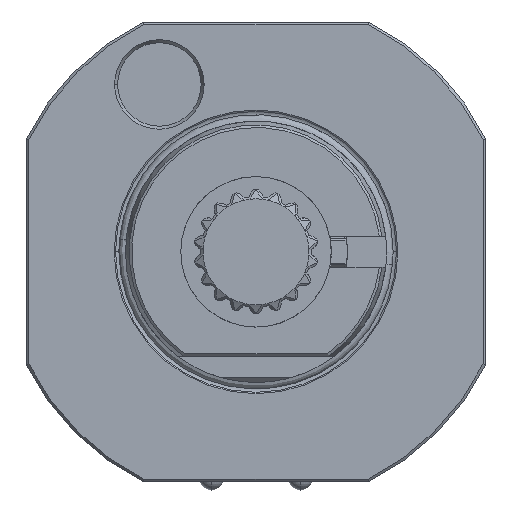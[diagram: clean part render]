
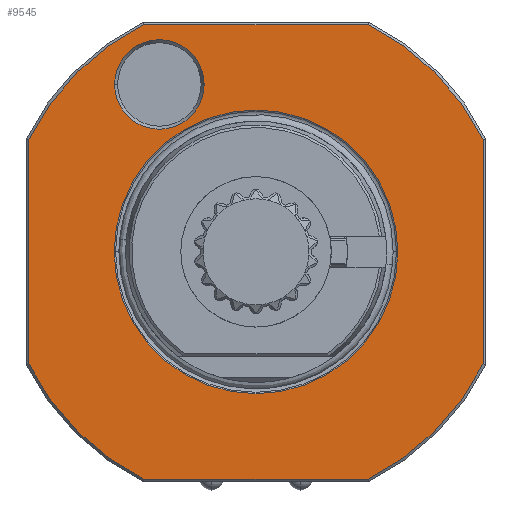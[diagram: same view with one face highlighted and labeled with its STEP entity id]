
A CAD part, left-side view. The second image highlights one B-rep face of the part: STEP entity #9545.
In plain terms, the highlighted planar face has unit normal (-1, 0, 0).
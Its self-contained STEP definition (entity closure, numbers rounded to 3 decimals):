
#206=CARTESIAN_POINT('',(-80.5,0.,0.));
#207=DIRECTION('',(1.,0.,0.));
#208=DIRECTION('',(0.,-0.897,-0.442));
#209=AXIS2_PLACEMENT_3D('',#206,#207,#208);
#211=DIRECTION('',(0.,-1.,0.));
#212=VECTOR('',#211,42.896);
#213=CARTESIAN_POINT('',(-80.5,21.448,-43.5));
#214=LINE('',#213,#212);
#215=CARTESIAN_POINT('',(-80.5,0.,0.));
#216=DIRECTION('',(1.,0.,0.));
#217=DIRECTION('',(0.,0.442,-0.897));
#218=AXIS2_PLACEMENT_3D('',#215,#216,#217);
#220=DIRECTION('',(0.,0.,-1.));
#221=VECTOR('',#220,42.896);
#222=CARTESIAN_POINT('',(-80.5,43.5,21.448));
#223=LINE('',#222,#221);
#224=CARTESIAN_POINT('',(-80.5,0.,0.));
#225=DIRECTION('',(1.,0.,0.));
#226=DIRECTION('',(0.,0.897,0.442));
#227=AXIS2_PLACEMENT_3D('',#224,#225,#226);
#229=DIRECTION('',(0.,1.,0.));
#230=VECTOR('',#229,42.896);
#231=CARTESIAN_POINT('',(-80.5,-21.448,43.5));
#232=LINE('',#231,#230);
#233=CARTESIAN_POINT('',(-80.5,0.,0.));
#234=DIRECTION('',(1.,0.,0.));
#235=DIRECTION('',(0.,-0.442,0.897));
#236=AXIS2_PLACEMENT_3D('',#233,#234,#235);
#238=DIRECTION('',(0.,0.,1.));
#239=VECTOR('',#238,42.896);
#240=CARTESIAN_POINT('',(-80.5,-43.5,
-21.448));
#241=LINE('',#240,#239);
#242=CARTESIAN_POINT('',(-80.5,0.,0.));
#243=DIRECTION('',(1.,0.,0.));
#244=DIRECTION('',(0.,-1.,0.));
#245=AXIS2_PLACEMENT_3D('',#242,#243,#244);
#247=CARTESIAN_POINT('',(-80.5,0.,0.));
#248=DIRECTION('',(1.,0.,0.));
#249=DIRECTION('',(0.,1.,0.));
#250=AXIS2_PLACEMENT_3D('',#247,#248,#249);
#252=CARTESIAN_POINT('',(-80.5,18.5,32.043));
#253=DIRECTION('',(1.,0.,0.));
#254=DIRECTION('',(0.,-1.,0.));
#255=AXIS2_PLACEMENT_3D('',#252,#253,#254);
#257=CARTESIAN_POINT('',(-80.5,18.5,32.043));
#258=DIRECTION('',(1.,0.,0.));
#259=DIRECTION('',(0.,1.,0.));
#260=AXIS2_PLACEMENT_3D('',#257,#258,#259);
#8458=CARTESIAN_POINT('',(-80.5,-27.15,0.));
#8459=CARTESIAN_POINT('',(-80.5,27.15,0.));
#8460=VERTEX_POINT('',#8458);
#8461=VERTEX_POINT('',#8459);
#8462=CARTESIAN_POINT('',(-80.5,9.923,32.043));
#8463=CARTESIAN_POINT('',(-80.5,27.077,32.043));
#8464=VERTEX_POINT('',#8462);
#8465=VERTEX_POINT('',#8463);
#8466=CARTESIAN_POINT('',(-80.5,-43.5,-21.448));
#8467=CARTESIAN_POINT('',(-80.5,-21.448,-43.5));
#8468=VERTEX_POINT('',#8466);
#8469=VERTEX_POINT('',#8467);
#8474=CARTESIAN_POINT('',(-80.5,-21.449,43.501));
#8475=CARTESIAN_POINT('',(-80.5,-43.501,21.449));
#8476=VERTEX_POINT('',#8474);
#8477=VERTEX_POINT('',#8475);
#8502=CARTESIAN_POINT('',(-80.5,43.501,21.449));
#8503=CARTESIAN_POINT('',(-80.5,21.449,43.501));
#8504=VERTEX_POINT('',#8502);
#8505=VERTEX_POINT('',#8503);
#8510=CARTESIAN_POINT('',(-80.5,21.448,-43.5));
#8511=CARTESIAN_POINT('',(-80.5,43.5,-21.448));
#8512=VERTEX_POINT('',#8510);
#8513=VERTEX_POINT('',#8511);
#9511=CARTESIAN_POINT('',(-80.5,0.,0.));
#9512=DIRECTION('',(-1.,0.,0.));
#9513=DIRECTION('',(0.,1.,0.));
#9514=AXIS2_PLACEMENT_3D('',#9511,#9512,#9513);
#9515=PLANE('',#9514);
#9517=ORIENTED_EDGE('',*,*,#9516,.T.);
#9519=ORIENTED_EDGE('',*,*,#9518,.F.);
#9521=ORIENTED_EDGE('',*,*,#9520,.T.);
#9523=ORIENTED_EDGE('',*,*,#9522,.F.);
#9525=ORIENTED_EDGE('',*,*,#9524,.T.);
#9527=ORIENTED_EDGE('',*,*,#9526,.F.);
#9528=ORIENTED_EDGE('',*,*,#9501,.T.);
#9530=ORIENTED_EDGE('',*,*,#9529,.F.);
#9531=EDGE_LOOP('',(#9517,#9519,#9521,#9523,#9525,#9527,#9528,#9530));
#9532=FACE_OUTER_BOUND('',#9531,.F.);
#9534=ORIENTED_EDGE('',*,*,#9533,.F.);
#9536=ORIENTED_EDGE('',*,*,#9535,.F.);
#9537=EDGE_LOOP('',(#9534,#9536));
#9538=FACE_BOUND('',#9537,.F.);
#9540=ORIENTED_EDGE('',*,*,#9539,.F.);
#9542=ORIENTED_EDGE('',*,*,#9541,.F.);
#9543=EDGE_LOOP('',(#9540,#9542));
#9544=FACE_BOUND('',#9543,.F.);
#210=CIRCLE('',#209,48.501);
#219=CIRCLE('',#218,48.501);
#228=CIRCLE('',#227,48.501);
#237=CIRCLE('',#236,48.501);
#246=CIRCLE('',#245,27.15);
#251=CIRCLE('',#250,27.15);
#256=CIRCLE('',#255,8.577);
#261=CIRCLE('',#260,8.577);
#9501=EDGE_CURVE('',#8476,#8477,#237,.T.);
#9516=EDGE_CURVE('',#8468,#8469,#210,.T.);
#9518=EDGE_CURVE('',#8512,#8469,#214,.T.);
#9520=EDGE_CURVE('',#8512,#8513,#219,.T.);
#9522=EDGE_CURVE('',#8504,#8513,#223,.T.);
#9524=EDGE_CURVE('',#8504,#8505,#228,.T.);
#9526=EDGE_CURVE('',#8476,#8505,#232,.T.);
#9529=EDGE_CURVE('',#8468,#8477,#241,.T.);
#9533=EDGE_CURVE('',#8460,#8461,#246,.T.);
#9535=EDGE_CURVE('',#8461,#8460,#251,.T.);
#9539=EDGE_CURVE('',#8464,#8465,#256,.T.);
#9541=EDGE_CURVE('',#8465,#8464,#261,.T.);
#9545=ADVANCED_FACE('',(#9532,#9538,#9544),#9515,.T.);
